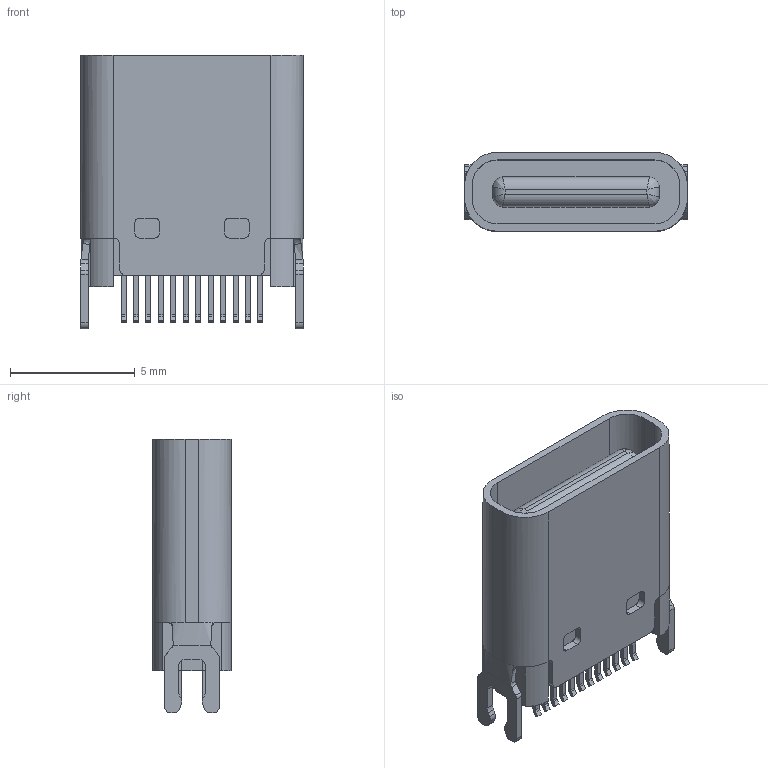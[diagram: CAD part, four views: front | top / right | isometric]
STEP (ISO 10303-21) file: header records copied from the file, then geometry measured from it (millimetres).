
FILE_DESCRIPTION (( 'STEP AP214' ), '1' );
FILE_NAME ('USB-TYPE-C-SMD_24P-L8.9-W3.2-H9.3-P0.5.step', '2022-07-15T09:51:28', ( '' ), ( '' ), 'SwSTEP 2.0', 'SolidWorks 2020', '' );
FILE_SCHEMA (( 'AUTOMOTIVE_DESIGN' ));
Length unit declared in the file: millimetre
Products named in the file (1): USB-TYPE-C-SMD_24P-L8.9-W3.2-H9.3-P0.5
Bounding box: 8.94 x 3.16 x 11 mm (x, y, z)
Volume: 153.6 mm3; surface area: 603.5 mm2
Topology: 15 solids, 15 shells, 894 faces, 2315 edges, 1478 vertices
Faces by surface type: plane 642, bspline 132, cylinder 120
Entity records: 38039 total; most frequent: CARTESIAN_POINT 7689, ORIENTED_EDGE 4622, DIRECTION 3771, EDGE_CURVE 2311, LINE 1765, VECTOR 1765, VERTEX_POINT 1478, AXIS2_PLACEMENT_3D 1003
